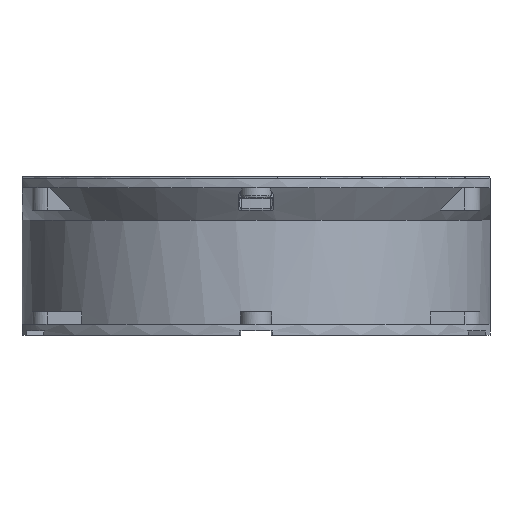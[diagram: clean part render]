
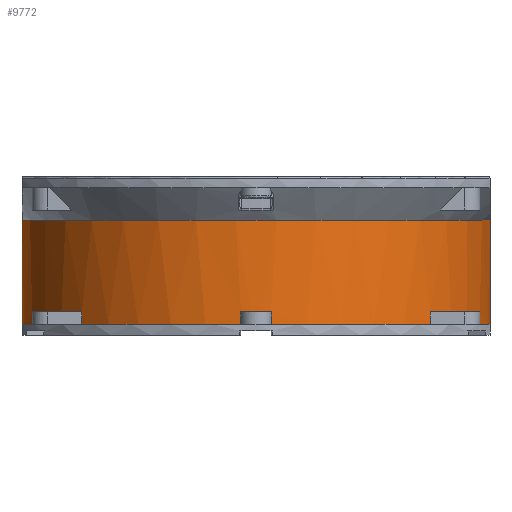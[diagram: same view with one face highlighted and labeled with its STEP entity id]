
A CAD part, left-side view. The second image highlights one B-rep face of the part: STEP entity #9772.
In plain terms, the highlighted cylindrical face has radius 75.5 mm (diameter 151 mm), a partial arc.
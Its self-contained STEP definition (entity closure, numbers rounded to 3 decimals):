
#437=CARTESIAN_POINT('',(-8.675,75.,-14.));
#2964=CARTESIAN_POINT('',(0.,0.,-43.299));
#2965=DIRECTION('',(0.,0.,1.));
#2966=DIRECTION('',(-0.674,-0.739,0.));
#2967=AXIS2_PLACEMENT_3D('',#2964,#2965,#2966);
#2969=DIRECTION('',(0.,0.,1.));
#2970=VECTOR('',#2969,4.);
#2971=CARTESIAN_POINT('',(-50.879,-55.782,
-47.299));
#2972=LINE('',#2971,#2970);
#2973=CARTESIAN_POINT('',(0.,0.,-47.299));
#2974=DIRECTION('',(0.,0.,-1.));
#2975=DIRECTION('',(-0.674,-0.739,0.));
#2976=AXIS2_PLACEMENT_3D('',#2973,#2974,#2975);
#2978=DIRECTION('',(0.,0.,1.));
#2979=VECTOR('',#2978,4.);
#2980=CARTESIAN_POINT('',(-75.345,-4.828,
-47.299));
#2981=LINE('',#2980,#2979);
#2982=CARTESIAN_POINT('',(0.,0.,-43.299));
#2983=DIRECTION('',(0.,0.,1.));
#2984=DIRECTION('',(-0.998,0.064,0.));
#2985=AXIS2_PLACEMENT_3D('',#2982,#2983,#2984);
#2987=DIRECTION('',(0.,0.,1.));
#2988=VECTOR('',#2987,4.);
#2989=CARTESIAN_POINT('',(-75.345,4.828,
-47.299));
#2990=LINE('',#2989,#2988);
#2991=CARTESIAN_POINT('',(0.,0.,-47.299));
#2992=DIRECTION('',(0.,0.,-1.));
#2993=DIRECTION('',(-0.998,0.064,0.));
#2994=AXIS2_PLACEMENT_3D('',#2991,#2992,#2993);
#2996=DIRECTION('',(0.,0.,1.));
#2997=VECTOR('',#2996,4.);
#2998=CARTESIAN_POINT('',(-50.879,55.782,
-47.299));
#2999=LINE('',#2998,#2997);
#3000=CARTESIAN_POINT('',(0.,0.,-43.299));
#3001=DIRECTION('',(0.,0.,1.));
#3002=DIRECTION('',(-0.311,0.95,0.));
#3003=AXIS2_PLACEMENT_3D('',#3000,#3001,#3002);
#3005=DIRECTION('',(0.,0.,1.));
#3006=VECTOR('',#3005,4.);
#3007=CARTESIAN_POINT('',(-23.486,71.754,
-47.299));
#3008=LINE('',#3007,#3006);
#3009=CARTESIAN_POINT('',(0.,0.,-47.299));
#3010=DIRECTION('',(0.,0.,-1.));
#3011=DIRECTION('',(-0.311,0.95,0.));
#3012=AXIS2_PLACEMENT_3D('',#3009,#3010,#3011);
#3014=DIRECTION('',(0.,0.,1.));
#3015=VECTOR('',#3014,33.298);
#3016=CARTESIAN_POINT('',(-8.675,75.,-47.299));
#3017=LINE('',#3016,#3015);
#3018=CARTESIAN_POINT('',(0.,0.,-14.));
#3019=DIRECTION('',(0.,0.,1.));
#3020=DIRECTION('',(-0.115,0.993,0.));
#3021=AXIS2_PLACEMENT_3D('',#3018,#3019,#3020);
#3023=DIRECTION('',(0.,0.,-1.));
#3024=VECTOR('',#3023,33.298);
#3025=CARTESIAN_POINT('',(-8.675,-75.,-14.));
#3026=LINE('',#3025,#3024);
#3027=CARTESIAN_POINT('',(0.,0.,-47.299));
#3028=DIRECTION('',(0.,0.,-1.));
#3029=DIRECTION('',(-0.115,-0.993,0.));
#3030=AXIS2_PLACEMENT_3D('',#3027,#3028,#3029);
#3032=DIRECTION('',(0.,0.,1.));
#3033=VECTOR('',#3032,4.);
#3034=CARTESIAN_POINT('',(-23.486,-71.754,
-47.299));
#3035=LINE('',#3034,#3033);
#4138=CARTESIAN_POINT('',(-8.675,-75.,-14.));
#5339=CARTESIAN_POINT('',(-8.675,75.,-47.299));
#5340=VERTEX_POINT('',#5339);
#5341=CARTESIAN_POINT('',(-8.675,-75.,-47.299));
#5342=VERTEX_POINT('',#5341);
#5345=VERTEX_POINT('',#437);
#5348=VERTEX_POINT('',#4138);
#5462=CARTESIAN_POINT('',(-75.345,4.828,
-43.299));
#5463=CARTESIAN_POINT('',(-75.345,-4.828,
-43.299));
#5464=VERTEX_POINT('',#5462);
#5465=VERTEX_POINT('',#5463);
#5466=CARTESIAN_POINT('',(-75.345,4.828,
-47.299));
#5467=VERTEX_POINT('',#5466);
#5468=CARTESIAN_POINT('',(-75.345,-4.828,
-47.299));
#5469=VERTEX_POINT('',#5468);
#6093=CARTESIAN_POINT('',(-23.486,71.754,
-43.299));
#6094=CARTESIAN_POINT('',(-50.879,55.782,
-43.299));
#6095=VERTEX_POINT('',#6093);
#6096=VERTEX_POINT('',#6094);
#6097=CARTESIAN_POINT('',(-50.879,55.782,
-47.299));
#6098=VERTEX_POINT('',#6097);
#6099=CARTESIAN_POINT('',(-23.486,71.754,
-47.299));
#6100=VERTEX_POINT('',#6099);
#6129=CARTESIAN_POINT('',(-50.879,-55.782,
-43.299));
#6130=VERTEX_POINT('',#6129);
#6131=CARTESIAN_POINT('',(-23.486,-71.754,
-43.299));
#6132=VERTEX_POINT('',#6131);
#6149=CARTESIAN_POINT('',(-50.879,-55.782,
-47.299));
#6150=VERTEX_POINT('',#6149);
#6151=CARTESIAN_POINT('',(-23.486,-71.754,
-47.299));
#6152=VERTEX_POINT('',#6151);
#9735=CARTESIAN_POINT('',(0.,0.,-53.339));
#9736=DIRECTION('',(0.,0.,1.));
#9737=DIRECTION('',(-1.,0.,0.));
#9738=AXIS2_PLACEMENT_3D('',#9735,#9736,#9737);
#9739=CYLINDRICAL_SURFACE('',#9738,75.5);
#9741=ORIENTED_EDGE('',*,*,#9740,.F.);
#9743=ORIENTED_EDGE('',*,*,#9742,.F.);
#9745=ORIENTED_EDGE('',*,*,#9744,.T.);
#9747=ORIENTED_EDGE('',*,*,#9746,.T.);
#9749=ORIENTED_EDGE('',*,*,#9748,.F.);
#9751=ORIENTED_EDGE('',*,*,#9750,.F.);
#9753=ORIENTED_EDGE('',*,*,#9752,.T.);
#9755=ORIENTED_EDGE('',*,*,#9754,.T.);
#9757=ORIENTED_EDGE('',*,*,#9756,.F.);
#9759=ORIENTED_EDGE('',*,*,#9758,.F.);
#9761=ORIENTED_EDGE('',*,*,#9760,.T.);
#9762=ORIENTED_EDGE('',*,*,#6988,.T.);
#9763=ORIENTED_EDGE('',*,*,#7253,.T.);
#9765=ORIENTED_EDGE('',*,*,#9764,.T.);
#9767=ORIENTED_EDGE('',*,*,#9766,.T.);
#9769=ORIENTED_EDGE('',*,*,#9768,.T.);
#9770=EDGE_LOOP('',(#9741,#9743,#9745,#9747,#9749,#9751,#9753,#9755,#9757,#9759,
#9761,#9762,#9763,#9765,#9767,#9769));
#9771=FACE_OUTER_BOUND('',#9770,.F.);
#9772=ADVANCED_FACE('',(#9771),#9739,.T.);
#2968=CIRCLE('',#2967,75.5);
#2977=CIRCLE('',#2976,75.5);
#2986=CIRCLE('',#2985,75.5);
#2995=CIRCLE('',#2994,75.5);
#3004=CIRCLE('',#3003,75.5);
#3013=CIRCLE('',#3012,75.5);
#3022=CIRCLE('',#3021,75.5);
#3031=CIRCLE('',#3030,75.5);
#6988=EDGE_CURVE('',#5340,#5345,#3017,.T.);
#7253=EDGE_CURVE('',#5345,#5348,#3022,.T.);
#9740=EDGE_CURVE('',#6130,#6132,#2968,.T.);
#9742=EDGE_CURVE('',#6150,#6130,#2972,.T.);
#9744=EDGE_CURVE('',#6150,#5469,#2977,.T.);
#9746=EDGE_CURVE('',#5469,#5465,#2981,.T.);
#9748=EDGE_CURVE('',#5464,#5465,#2986,.T.);
#9750=EDGE_CURVE('',#5467,#5464,#2990,.T.);
#9752=EDGE_CURVE('',#5467,#6098,#2995,.T.);
#9754=EDGE_CURVE('',#6098,#6096,#2999,.T.);
#9756=EDGE_CURVE('',#6095,#6096,#3004,.T.);
#9758=EDGE_CURVE('',#6100,#6095,#3008,.T.);
#9760=EDGE_CURVE('',#6100,#5340,#3013,.T.);
#9764=EDGE_CURVE('',#5348,#5342,#3026,.T.);
#9766=EDGE_CURVE('',#5342,#6152,#3031,.T.);
#9768=EDGE_CURVE('',#6152,#6132,#3035,.T.);
